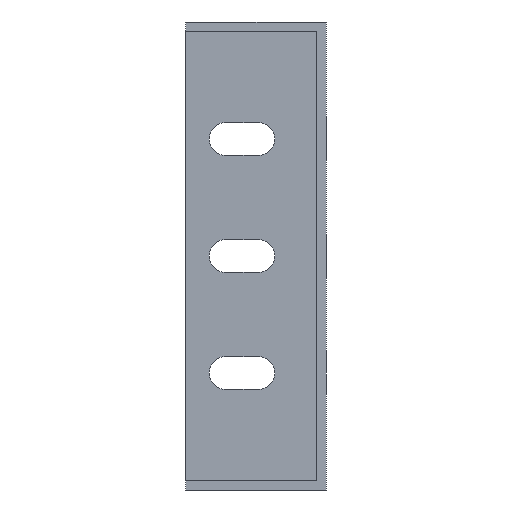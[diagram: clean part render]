
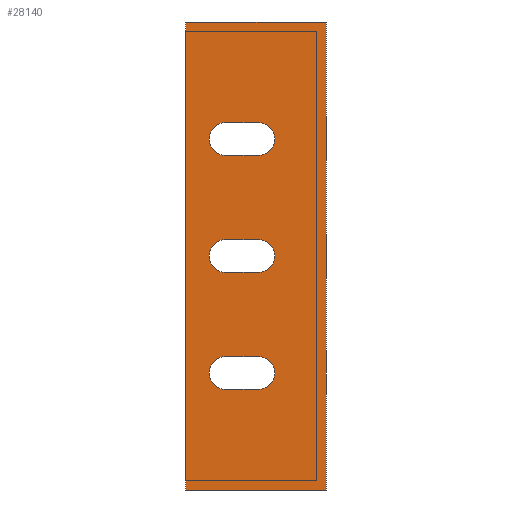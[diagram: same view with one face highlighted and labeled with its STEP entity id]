
A CAD part, left-side view. The second image highlights one B-rep face of the part: STEP entity #28140.
In plain terms, the highlighted planar face has unit normal (-1, 0, 0).
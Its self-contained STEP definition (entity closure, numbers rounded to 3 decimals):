
#353 = LINE ( 'NONE', #19352, #5187 ) ;
#994 = DIRECTION ( 'NONE',  ( -1., 0., 0. ) ) ;
#1206 = DIRECTION ( 'NONE',  ( 1., 0., 0. ) ) ;
#1269 = EDGE_CURVE ( 'NONE', #20166, #23085, #22057, .T. ) ;
#1500 = AXIS2_PLACEMENT_3D ( 'NONE', #19339, #17623, #27203 ) ;
#2447 = AXIS2_PLACEMENT_3D ( 'NONE', #25720, #14368, #28682 ) ;
#2912 = VECTOR ( 'NONE', #11603, 1000. ) ;
#3301 = CARTESIAN_POINT ( 'NONE',  ( -451., 14.5, -3.5 ) ) ;
#3758 = EDGE_CURVE ( 'NONE', #22609, #8503, #19976, .T. ) ;
#3934 = DIRECTION ( 'NONE',  ( 1., 0., 0. ) ) ;
#4037 = CARTESIAN_POINT ( 'NONE',  ( -451., 30., -50. ) ) ;
#4072 = CARTESIAN_POINT ( 'NONE',  ( -451., 21.5, -21.5 ) ) ;
#4343 = CARTESIAN_POINT ( 'NONE',  ( -451., 14.5, 3.5 ) ) ;
#4535 = ORIENTED_EDGE ( 'NONE', *, *, #13732, .T. ) ;
#4595 = AXIS2_PLACEMENT_3D ( 'NONE', #10682, #29855, #8321 ) ;
#4660 = DIRECTION ( 'NONE',  ( 0., 1., 0. ) ) ;
#4862 = ORIENTED_EDGE ( 'NONE', *, *, #19548, .T. ) ;
#4864 = ORIENTED_EDGE ( 'NONE', *, *, #15109, .T. ) ;
#5068 = DIRECTION ( 'NONE',  ( 0., -1., 0. ) ) ;
#5187 = VECTOR ( 'NONE', #5068, 1000. ) ;
#5225 = EDGE_CURVE ( 'NONE', #21864, #11670, #17126, .T. ) ;
#5429 = CARTESIAN_POINT ( 'NONE',  ( -451., 14.5, 21.5 ) ) ;
#5684 = CARTESIAN_POINT ( 'NONE',  ( -451., 0., 338.989 ) ) ;
#6531 = VECTOR ( 'NONE', #29866, 1000. ) ;
#6567 = DIRECTION ( 'NONE',  ( 0., -1., 0. ) ) ;
#6957 = CARTESIAN_POINT ( 'NONE',  ( -451., 14.5, -21.5 ) ) ;
#7159 = DIRECTION ( 'NONE',  ( 1., 0., 0. ) ) ;
#7420 = CARTESIAN_POINT ( 'NONE',  ( -451., 21.5, 21.5 ) ) ;
#7625 = CARTESIAN_POINT ( 'NONE',  ( -451., 21.5, -28.5 ) ) ;
#7667 = EDGE_CURVE ( 'NONE', #20630, #21864, #353, .T. ) ;
#7767 = CARTESIAN_POINT ( 'NONE',  ( -451., 0., -50. ) ) ;
#8180 = CARTESIAN_POINT ( 'NONE',  ( -451., 30., 338.989 ) ) ;
#8262 = VECTOR ( 'NONE', #4660, 1000. ) ;
#8321 = DIRECTION ( 'NONE',  ( 0., -1., 0. ) ) ;
#8503 = VERTEX_POINT ( 'NONE', #4037 ) ;
#8690 = EDGE_LOOP ( 'NONE', ( #27407, #11846, #4864, #29061 ) ) ;
#9664 = LINE ( 'NONE', #19255, #29560 ) ;
#9737 = EDGE_CURVE ( 'NONE', #22151, #13446, #11271, .T. ) ;
#9817 = CARTESIAN_POINT ( 'NONE',  ( -451., 0., 50. ) ) ;
#10212 = LINE ( 'NONE', #19802, #12462 ) ;
#10253 = VECTOR ( 'NONE', #27650, 1000. ) ;
#10456 = AXIS2_PLACEMENT_3D ( 'NONE', #18367, #3934, #13495 ) ;
#10563 = DIRECTION ( 'NONE',  ( 0., 1., 0. ) ) ;
#10682 = CARTESIAN_POINT ( 'NONE',  ( -451., 14.5, 0. ) ) ;
#11139 = CARTESIAN_POINT ( 'NONE',  ( -451., 21.5, -3.5 ) ) ;
#11271 = LINE ( 'NONE', #4072, #22823 ) ;
#11436 = ORIENTED_EDGE ( 'NONE', *, *, #3758, .T. ) ;
#11470 = AXIS2_PLACEMENT_3D ( 'NONE', #11714, #7159, #11857 ) ;
#11603 = DIRECTION ( 'NONE',  ( 0., -1., 0. ) ) ;
#11624 = ORIENTED_EDGE ( 'NONE', *, *, #5225, .T. ) ;
#11670 = VERTEX_POINT ( 'NONE', #3301 ) ;
#11674 = DIRECTION ( 'NONE',  ( 0., 1., 0. ) ) ;
#11714 = CARTESIAN_POINT ( 'NONE',  ( -451., 21.5, 0. ) ) ;
#11846 = ORIENTED_EDGE ( 'NONE', *, *, #9737, .T. ) ;
#11857 = DIRECTION ( 'NONE',  ( 0., -1., 0. ) ) ;
#12076 = ORIENTED_EDGE ( 'NONE', *, *, #1269, .T. ) ;
#12433 = FACE_BOUND ( 'NONE', #13846, .T. ) ;
#12462 = VECTOR ( 'NONE', #14761, 1000. ) ;
#12835 = EDGE_CURVE ( 'NONE', #22069, #15771, #23812, .T. ) ;
#13069 = EDGE_CURVE ( 'NONE', #11670, #19006, #13488, .T. ) ;
#13274 = AXIS2_PLACEMENT_3D ( 'NONE', #27604, #1206, #30117 ) ;
#13383 = EDGE_LOOP ( 'NONE', ( #12076, #17030, #15211, #4862 ) ) ;
#13446 = VERTEX_POINT ( 'NONE', #6957 ) ;
#13488 = LINE ( 'NONE', #11139, #10253 ) ;
#13495 = DIRECTION ( 'NONE',  ( 0., -1., 0. ) ) ;
#13496 = CARTESIAN_POINT ( 'NONE',  ( -451., 21.5, -3.5 ) ) ;
#13666 = EDGE_CURVE ( 'NONE', #15771, #22151, #20499, .T. ) ;
#13732 = EDGE_CURVE ( 'NONE', #19006, #20630, #15479, .T. ) ;
#13784 = VERTEX_POINT ( 'NONE', #5429 ) ;
#13846 = EDGE_LOOP ( 'NONE', ( #4535, #25149, #11624, #28107 ) ) ;
#14368 = DIRECTION ( 'NONE',  ( 1., 0., 0. ) ) ;
#14761 = DIRECTION ( 'NONE',  ( 0., -1., 0. ) ) ;
#15109 = EDGE_CURVE ( 'NONE', #13446, #22069, #20073, .T. ) ;
#15211 = ORIENTED_EDGE ( 'NONE', *, *, #20562, .T. ) ;
#15479 = CIRCLE ( 'NONE', #11470, 3.5 ) ;
#15614 = ORIENTED_EDGE ( 'NONE', *, *, #16488, .T. ) ;
#15731 = EDGE_CURVE ( 'NONE', #22609, #23289, #9664, .T. ) ;
#15771 = VERTEX_POINT ( 'NONE', #7625 ) ;
#16085 = EDGE_LOOP ( 'NONE', ( #11436, #15614, #19435, #20864 ) ) ;
#16488 = EDGE_CURVE ( 'NONE', #8503, #22152, #23556, .T. ) ;
#17030 = ORIENTED_EDGE ( 'NONE', *, *, #24162, .T. ) ;
#17126 = CIRCLE ( 'NONE', #4595, 3.5 ) ;
#17353 = CARTESIAN_POINT ( 'NONE',  ( -451., 14.5, -28.5 ) ) ;
#17610 = EDGE_CURVE ( 'NONE', #22152, #23289, #29802, .T. ) ;
#17623 = DIRECTION ( 'NONE',  ( 1., 0., 0. ) ) ;
#17641 = FACE_BOUND ( 'NONE', #13383, .T. ) ;
#18184 = CARTESIAN_POINT ( 'NONE',  ( -451., 14.5, 28.5 ) ) ;
#18367 = CARTESIAN_POINT ( 'NONE',  ( -451., 14.5, -25. ) ) ;
#19006 = VERTEX_POINT ( 'NONE', #13496 ) ;
#19255 = CARTESIAN_POINT ( 'NONE',  ( -451., 0., 50. ) ) ;
#19339 = CARTESIAN_POINT ( 'NONE',  ( -451., 21.5, 25. ) ) ;
#19352 = CARTESIAN_POINT ( 'NONE',  ( -451., 21.5, 3.5 ) ) ;
#19435 = ORIENTED_EDGE ( 'NONE', *, *, #17610, .T. ) ;
#19548 = EDGE_CURVE ( 'NONE', #13784, #20166, #26139, .T. ) ;
#19802 = CARTESIAN_POINT ( 'NONE',  ( -451., 21.5, 28.5 ) ) ;
#19976 = LINE ( 'NONE', #8180, #6531 ) ;
#19990 = FACE_BOUND ( 'NONE', #8690, .T. ) ;
#20073 = CIRCLE ( 'NONE', #10456, 3.5 ) ;
#20166 = VERTEX_POINT ( 'NONE', #27939 ) ;
#20499 = CIRCLE ( 'NONE', #2447, 3.5 ) ;
#20562 = EDGE_CURVE ( 'NONE', #27432, #13784, #26843, .T. ) ;
#20630 = VERTEX_POINT ( 'NONE', #23786 ) ;
#20864 = ORIENTED_EDGE ( 'NONE', *, *, #15731, .F. ) ;
#21464 = CARTESIAN_POINT ( 'NONE',  ( -451., 21.5, 28.5 ) ) ;
#21629 = CARTESIAN_POINT ( 'NONE',  ( -451., 21.5, -28.5 ) ) ;
#21864 = VERTEX_POINT ( 'NONE', #4343 ) ;
#22057 = CIRCLE ( 'NONE', #1500, 3.5 ) ;
#22069 = VERTEX_POINT ( 'NONE', #17353 ) ;
#22151 = VERTEX_POINT ( 'NONE', #29304 ) ;
#22152 = VERTEX_POINT ( 'NONE', #7767 ) ;
#22265 = CARTESIAN_POINT ( 'NONE',  ( -451., 0., 0. ) ) ;
#22508 = PLANE ( 'NONE',  #27458 ) ;
#22609 = VERTEX_POINT ( 'NONE', #27225 ) ;
#22823 = VECTOR ( 'NONE', #6567, 1000. ) ;
#23085 = VERTEX_POINT ( 'NONE', #21464 ) ;
#23289 = VERTEX_POINT ( 'NONE', #9817 ) ;
#23556 = LINE ( 'NONE', #25896, #2912 ) ;
#23786 = CARTESIAN_POINT ( 'NONE',  ( -451., 21.5, 3.5 ) ) ;
#23812 = LINE ( 'NONE', #21629, #8262 ) ;
#24162 = EDGE_CURVE ( 'NONE', #23085, #27432, #10212, .T. ) ;
#24954 = VECTOR ( 'NONE', #26978, 1000. ) ;
#25149 = ORIENTED_EDGE ( 'NONE', *, *, #7667, .T. ) ;
#25720 = CARTESIAN_POINT ( 'NONE',  ( -451., 21.5, -25. ) ) ;
#25896 = CARTESIAN_POINT ( 'NONE',  ( -451., 0., -50. ) ) ;
#26139 = LINE ( 'NONE', #7420, #28545 ) ;
#26843 = CIRCLE ( 'NONE', #13274, 3.5 ) ;
#26978 = DIRECTION ( 'NONE',  ( 0., 0., 1. ) ) ;
#27203 = DIRECTION ( 'NONE',  ( 0., -1., 0. ) ) ;
#27221 = FACE_OUTER_BOUND ( 'NONE', #16085, .T. ) ;
#27225 = CARTESIAN_POINT ( 'NONE',  ( -451., 30., 50. ) ) ;
#27407 = ORIENTED_EDGE ( 'NONE', *, *, #13666, .T. ) ;
#27432 = VERTEX_POINT ( 'NONE', #18184 ) ;
#27458 = AXIS2_PLACEMENT_3D ( 'NONE', #5684, #994, #10563 ) ;
#27604 = CARTESIAN_POINT ( 'NONE',  ( -451., 14.5, 25. ) ) ;
#27650 = DIRECTION ( 'NONE',  ( 0., 1., 0. ) ) ;
#27939 = CARTESIAN_POINT ( 'NONE',  ( -451., 21.5, 21.5 ) ) ;
#28107 = ORIENTED_EDGE ( 'NONE', *, *, #13069, .T. ) ;
#28140 = ADVANCED_FACE ( 'NONE', ( #19990, #17641, #12433, #27221 ), #22508, .T. ) ;
#28545 = VECTOR ( 'NONE', #11674, 1000. ) ;
#28682 = DIRECTION ( 'NONE',  ( 0., -1., 0. ) ) ;
#28828 = DIRECTION ( 'NONE',  ( 0., -1., 0. ) ) ;
#29061 = ORIENTED_EDGE ( 'NONE', *, *, #12835, .T. ) ;
#29304 = CARTESIAN_POINT ( 'NONE',  ( -451., 21.5, -21.5 ) ) ;
#29560 = VECTOR ( 'NONE', #28828, 1000. ) ;
#29802 = LINE ( 'NONE', #22265, #24954 ) ;
#29855 = DIRECTION ( 'NONE',  ( 1., 0., 0. ) ) ;
#29866 = DIRECTION ( 'NONE',  ( 0., 0., -1. ) ) ;
#30117 = DIRECTION ( 'NONE',  ( 0., -1., 0. ) ) ;
